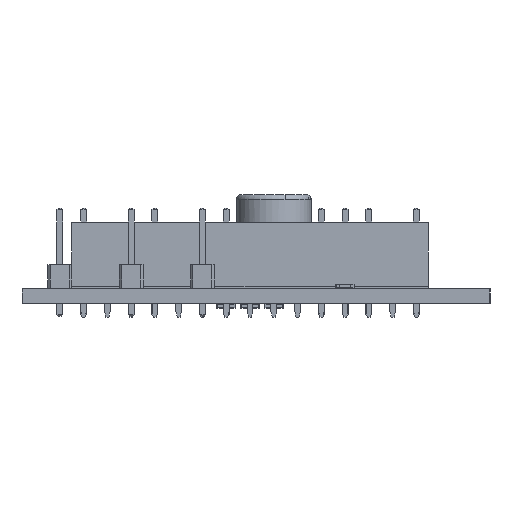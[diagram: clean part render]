
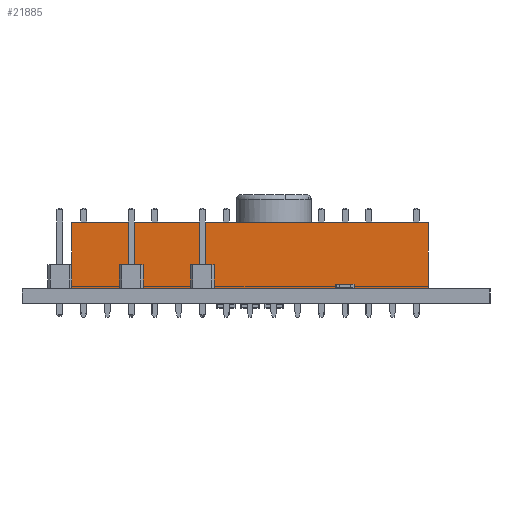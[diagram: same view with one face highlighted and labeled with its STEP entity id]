
A CAD part, left-side view. The second image highlights one B-rep face of the part: STEP entity #21885.
In plain terms, the highlighted planar face has unit normal (-1, 0, 0).
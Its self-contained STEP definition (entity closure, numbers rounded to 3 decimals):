
#16479 = PLANE('',#16480);
#16480 = AXIS2_PLACEMENT_3D('',#16481,#16482,#16483);
#16481 = CARTESIAN_POINT('',(-1.27,-36.83,0.));
#16482 = DIRECTION('',(0.,1.,0.));
#16483 = DIRECTION('',(1.,0.,0.));
#16507 = PLANE('',#16508);
#16508 = AXIS2_PLACEMENT_3D('',#16509,#16510,#16511);
#16509 = CARTESIAN_POINT('',(1.27,-36.83,7.));
#16510 = DIRECTION('',(-0.,0.,-1.));
#16511 = DIRECTION('',(0.,-1.,-0.));
#16535 = PLANE('',#16536);
#16536 = AXIS2_PLACEMENT_3D('',#16537,#16538,#16539);
#16537 = CARTESIAN_POINT('',(1.27,1.27,0.));
#16538 = DIRECTION('',(0.,-1.,0.));
#16539 = DIRECTION('',(-1.,0.,0.));
#16577 = VERTEX_POINT('',#16578);
#16578 = CARTESIAN_POINT('',(-1.27,-36.83,0.));
#16594 = PLANE('',#16595);
#16595 = AXIS2_PLACEMENT_3D('',#16596,#16597,#16598);
#16596 = CARTESIAN_POINT('',(1.27,-36.83,0.));
#16597 = DIRECTION('',(-0.,0.,-1.));
#16598 = DIRECTION('',(0.,-1.,-0.));
#16606 = EDGE_CURVE('',#16577,#16607,#16609,.T.);
#16607 = VERTEX_POINT('',#16608);
#16608 = CARTESIAN_POINT('',(-1.27,-36.83,7.));
#16609 = SURFACE_CURVE('',#16610,(#16614,#16621),.PCURVE_S1.);
#16610 = LINE('',#16611,#16612);
#16611 = CARTESIAN_POINT('',(-1.27,-36.83,0.));
#16612 = VECTOR('',#16613,1.);
#16613 = DIRECTION('',(0.,0.,1.));
#16614 = PCURVE('',#16479,#16615);
#16615 = DEFINITIONAL_REPRESENTATION('',(#16616),#16620);
#16616 = LINE('',#16617,#16618);
#16617 = CARTESIAN_POINT('',(0.,0.));
#16618 = VECTOR('',#16619,1.);
#16619 = DIRECTION('',(0.,-1.));
#16620 = ( GEOMETRIC_REPRESENTATION_CONTEXT(2) 
PARAMETRIC_REPRESENTATION_CONTEXT() REPRESENTATION_CONTEXT('2D SPACE',''
  ) );
#16621 = PCURVE('',#16622,#16627);
#16622 = PLANE('',#16623);
#16623 = AXIS2_PLACEMENT_3D('',#16624,#16625,#16626);
#16624 = CARTESIAN_POINT('',(-1.27,1.27,0.));
#16625 = DIRECTION('',(1.,0.,0.));
#16626 = DIRECTION('',(0.,-1.,0.));
#16627 = DEFINITIONAL_REPRESENTATION('',(#16628),#16632);
#16628 = LINE('',#16629,#16630);
#16629 = CARTESIAN_POINT('',(38.1,0.));
#16630 = VECTOR('',#16631,1.);
#16631 = DIRECTION('',(0.,-1.));
#16632 = ( GEOMETRIC_REPRESENTATION_CONTEXT(2) 
PARAMETRIC_REPRESENTATION_CONTEXT() REPRESENTATION_CONTEXT('2D SPACE',''
  ) );
#16789 = VERTEX_POINT('',#16790);
#16790 = CARTESIAN_POINT('',(-1.27,1.27,7.));
#16811 = EDGE_CURVE('',#16812,#16789,#16814,.T.);
#16812 = VERTEX_POINT('',#16813);
#16813 = CARTESIAN_POINT('',(-1.27,1.27,0.));
#16814 = SURFACE_CURVE('',#16815,(#16819,#16826),.PCURVE_S1.);
#16815 = LINE('',#16816,#16817);
#16816 = CARTESIAN_POINT('',(-1.27,1.27,0.));
#16817 = VECTOR('',#16818,1.);
#16818 = DIRECTION('',(0.,0.,1.));
#16819 = PCURVE('',#16535,#16820);
#16820 = DEFINITIONAL_REPRESENTATION('',(#16821),#16825);
#16821 = LINE('',#16822,#16823);
#16822 = CARTESIAN_POINT('',(2.54,0.));
#16823 = VECTOR('',#16824,1.);
#16824 = DIRECTION('',(0.,-1.));
#16825 = ( GEOMETRIC_REPRESENTATION_CONTEXT(2) 
PARAMETRIC_REPRESENTATION_CONTEXT() REPRESENTATION_CONTEXT('2D SPACE',''
  ) );
#16826 = PCURVE('',#16622,#16827);
#16827 = DEFINITIONAL_REPRESENTATION('',(#16828),#16832);
#16828 = LINE('',#16829,#16830);
#16829 = CARTESIAN_POINT('',(0.,0.));
#16830 = VECTOR('',#16831,1.);
#16831 = DIRECTION('',(0.,-1.));
#16832 = ( GEOMETRIC_REPRESENTATION_CONTEXT(2) 
PARAMETRIC_REPRESENTATION_CONTEXT() REPRESENTATION_CONTEXT('2D SPACE',''
  ) );
#16956 = EDGE_CURVE('',#16789,#16607,#16957,.T.);
#16957 = SURFACE_CURVE('',#16958,(#16962,#16969),.PCURVE_S1.);
#16958 = LINE('',#16959,#16960);
#16959 = CARTESIAN_POINT('',(-1.27,1.27,7.));
#16960 = VECTOR('',#16961,1.);
#16961 = DIRECTION('',(0.,-1.,0.));
#16962 = PCURVE('',#16507,#16963);
#16963 = DEFINITIONAL_REPRESENTATION('',(#16964),#16968);
#16964 = LINE('',#16965,#16966);
#16965 = CARTESIAN_POINT('',(-38.1,2.54));
#16966 = VECTOR('',#16967,1.);
#16967 = DIRECTION('',(1.,0.));
#16968 = ( GEOMETRIC_REPRESENTATION_CONTEXT(2) 
PARAMETRIC_REPRESENTATION_CONTEXT() REPRESENTATION_CONTEXT('2D SPACE',''
  ) );
#16969 = PCURVE('',#16622,#16970);
#16970 = DEFINITIONAL_REPRESENTATION('',(#16971),#16975);
#16971 = LINE('',#16972,#16973);
#16972 = CARTESIAN_POINT('',(0.,-7.));
#16973 = VECTOR('',#16974,1.);
#16974 = DIRECTION('',(1.,0.));
#16975 = ( GEOMETRIC_REPRESENTATION_CONTEXT(2) 
PARAMETRIC_REPRESENTATION_CONTEXT() REPRESENTATION_CONTEXT('2D SPACE',''
  ) );
#18713 = EDGE_CURVE('',#16812,#16577,#18714,.T.);
#18714 = SURFACE_CURVE('',#18715,(#18719,#18726),.PCURVE_S1.);
#18715 = LINE('',#18716,#18717);
#18716 = CARTESIAN_POINT('',(-1.27,1.27,0.));
#18717 = VECTOR('',#18718,1.);
#18718 = DIRECTION('',(0.,-1.,0.));
#18719 = PCURVE('',#16594,#18720);
#18720 = DEFINITIONAL_REPRESENTATION('',(#18721),#18725);
#18721 = LINE('',#18722,#18723);
#18722 = CARTESIAN_POINT('',(-38.1,2.54));
#18723 = VECTOR('',#18724,1.);
#18724 = DIRECTION('',(1.,0.));
#18725 = ( GEOMETRIC_REPRESENTATION_CONTEXT(2) 
PARAMETRIC_REPRESENTATION_CONTEXT() REPRESENTATION_CONTEXT('2D SPACE',''
  ) );
#18726 = PCURVE('',#16622,#18727);
#18727 = DEFINITIONAL_REPRESENTATION('',(#18728),#18732);
#18728 = LINE('',#18729,#18730);
#18729 = CARTESIAN_POINT('',(0.,0.));
#18730 = VECTOR('',#18731,1.);
#18731 = DIRECTION('',(1.,0.));
#18732 = ( GEOMETRIC_REPRESENTATION_CONTEXT(2) 
PARAMETRIC_REPRESENTATION_CONTEXT() REPRESENTATION_CONTEXT('2D SPACE',''
  ) );
#21885 = ADVANCED_FACE('',(#21886),#16622,.F.);
#21886 = FACE_BOUND('',#21887,.F.);
#21887 = EDGE_LOOP('',(#21888,#21889,#21890,#21891));
#21888 = ORIENTED_EDGE('',*,*,#16811,.T.);
#21889 = ORIENTED_EDGE('',*,*,#16956,.T.);
#21890 = ORIENTED_EDGE('',*,*,#16606,.F.);
#21891 = ORIENTED_EDGE('',*,*,#18713,.F.);
